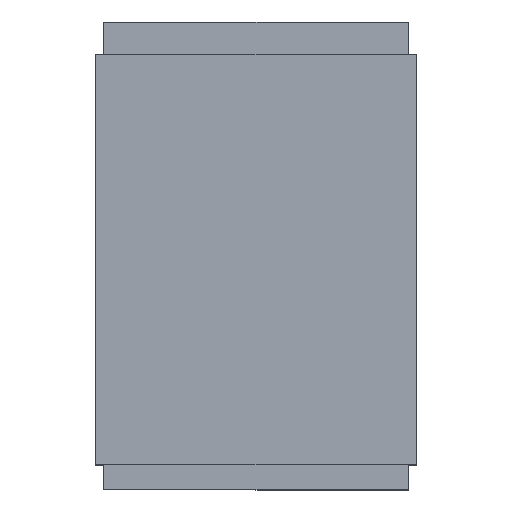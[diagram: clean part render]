
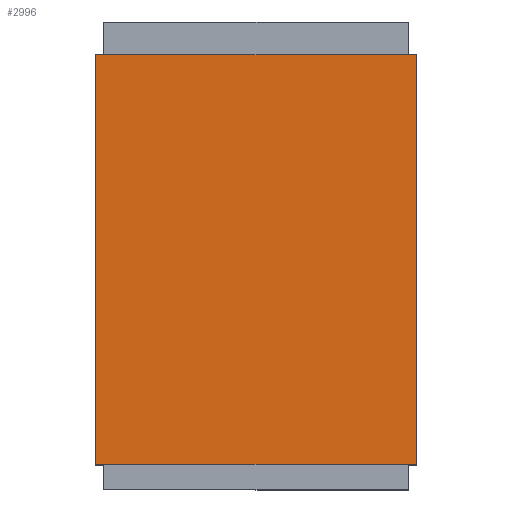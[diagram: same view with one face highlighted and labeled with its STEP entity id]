
A CAD part, top view. The second image highlights one B-rep face of the part: STEP entity #2996.
In plain terms, the highlighted planar face has unit normal (0, 0, 1).
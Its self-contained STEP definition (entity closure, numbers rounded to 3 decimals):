
#459=FACE_OUTER_BOUND('',#633,.T.);
#633=EDGE_LOOP('',(#2682,#2683,#2684,#2685));
#865=LINE('',#6091,#1121);
#866=LINE('',#6093,#1122);
#867=LINE('',#6095,#1123);
#868=LINE('',#6096,#1124);
#1121=VECTOR('',#3423,10.);
#1122=VECTOR('',#3424,10.);
#1123=VECTOR('',#3425,10.);
#1124=VECTOR('',#3426,10.);
#1432=VERTEX_POINT('',#6089);
#1433=VERTEX_POINT('',#6090);
#1434=VERTEX_POINT('',#6092);
#1435=VERTEX_POINT('',#6094);
#1855=EDGE_CURVE('',#1432,#1433,#865,.T.);
#1856=EDGE_CURVE('',#1433,#1434,#866,.T.);
#1857=EDGE_CURVE('',#1434,#1435,#867,.T.);
#1858=EDGE_CURVE('',#1435,#1432,#868,.T.);
#2682=ORIENTED_EDGE('',*,*,#1855,.T.);
#2683=ORIENTED_EDGE('',*,*,#1856,.T.);
#2684=ORIENTED_EDGE('',*,*,#1857,.T.);
#2685=ORIENTED_EDGE('',*,*,#1858,.T.);
#2833=PLANE('',#3082);
#2996=ADVANCED_FACE('',(#459),#2833,.T.);
#3082=AXIS2_PLACEMENT_3D('',#6088,#3421,#3422);
#3421=DIRECTION('center_axis',(0.,0.,
1.));
#3422=DIRECTION('ref_axis',(1.,0.,0.));
#3423=DIRECTION('',(-1.,0.,0.));
#3424=DIRECTION('',(0.,-1.,0.));
#3425=DIRECTION('',(1.,0.,0.));
#3426=DIRECTION('',(0.,1.,0.));
#6088=CARTESIAN_POINT('Origin',(218.025,-92.686,53.862));
#6089=CARTESIAN_POINT('',(225.875,-82.83,53.862));
#6090=CARTESIAN_POINT('',(210.175,-82.83,53.862));
#6091=CARTESIAN_POINT('',(198.434,-82.83,53.862));
#6092=CARTESIAN_POINT('',(210.175,-102.891,53.862));
#6093=CARTESIAN_POINT('',(210.175,-94.828,53.862));
#6094=CARTESIAN_POINT('',(225.875,-102.891,53.862));
#6095=CARTESIAN_POINT('',(200.434,-102.891,53.862));
#6096=CARTESIAN_POINT('',(225.875,-94.828,53.862));
